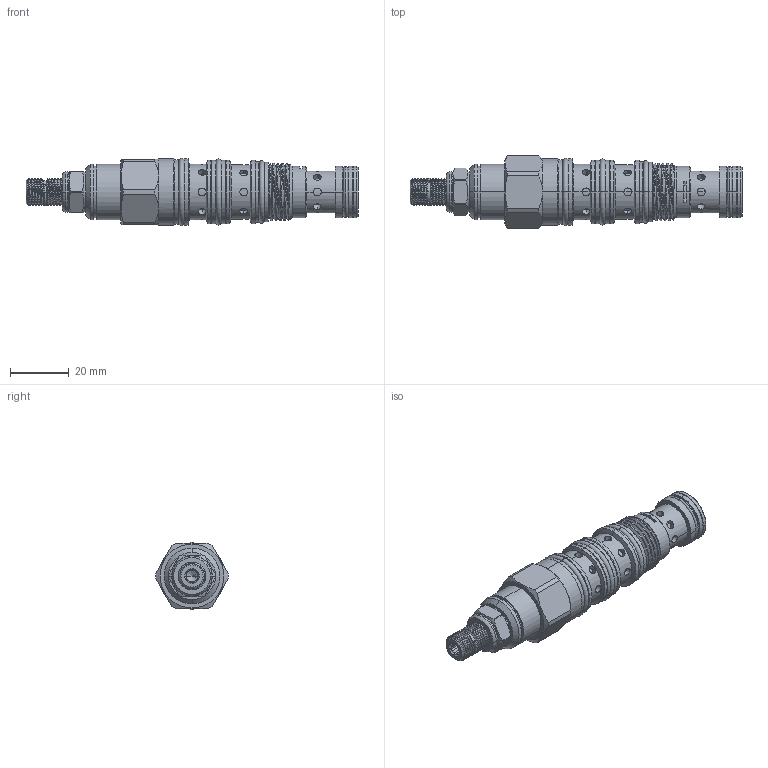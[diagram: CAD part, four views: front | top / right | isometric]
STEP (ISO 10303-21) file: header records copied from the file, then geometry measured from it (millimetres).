
FILE_DESCRIPTION (( 'STEP AP203' ), '1' );
FILE_NAME ('DD21A4R-L.STEP', '2016-05-19T05:31:47', ( '' ), ( '' ), 'SwSTEP 2.0', 'SolidWorks 2012', '' );
FILE_SCHEMA (( 'CONFIG_CONTROL_DESIGN' ));
Length unit declared in the file: millimetre
Products named in the file (1): DD21A4R-L
Bounding box: 113.25 x 24.79 x 22.95 mm (x, y, z)
Volume: 29486.8 mm3; surface area: 11498 mm2
Topology: 5 solids, 5 shells, 373 faces, 863 edges, 542 vertices
Faces by surface type: cylinder 203, plane 74, cone 45, torus 43, bspline 8
Entity records: 20278 total; most frequent: CARTESIAN_POINT 12045, ORIENTED_EDGE 1722, DIRECTION 1673, EDGE_CURVE 861, AXIS2_PLACEMENT_3D 701, VERTEX_POINT 542, EDGE_LOOP 421, FACE_OUTER_BOUND 373
